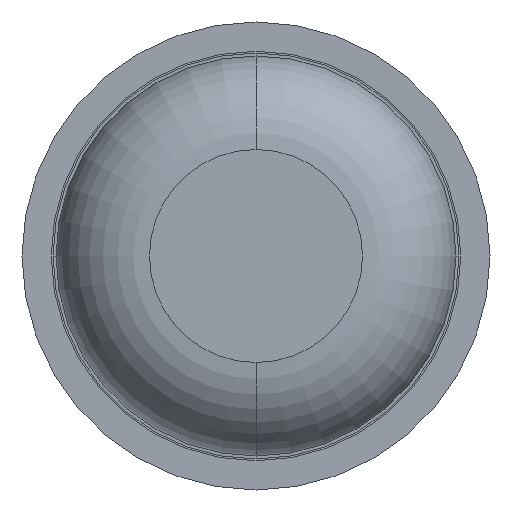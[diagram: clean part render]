
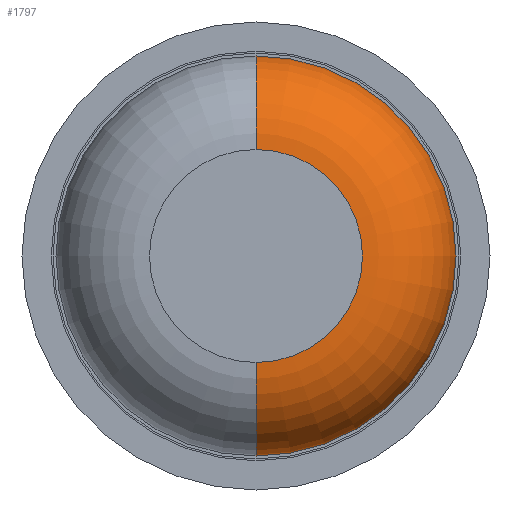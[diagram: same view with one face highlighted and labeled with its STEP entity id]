
A CAD part, front view. The second image highlights one B-rep face of the part: STEP entity #1797.
In plain terms, the highlighted toroidal (fillet/blend) face has major radius 0.91 mm and minor radius 0.8 mm.
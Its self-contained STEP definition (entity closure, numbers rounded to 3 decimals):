
#109 = EDGE_CURVE ( 'NONE', #1543, #2746, #3134, .T. ) ;
#137 = DIRECTION ( 'NONE',  ( 0., 0., 1. ) ) ;
#201 = CIRCLE ( 'NONE', #3867, 0.91 ) ;
#206 = ORIENTED_EDGE ( 'NONE', *, *, #109, .T. ) ;
#290 = CIRCLE ( 'NONE', #682, 1.71 ) ;
#467 = CARTESIAN_POINT ( 'NONE',  ( 0., -29.2, 0. ) ) ;
#481 = DIRECTION ( 'NONE',  ( 0., 1., 0. ) ) ;
#549 = ORIENTED_EDGE ( 'NONE', *, *, #3172, .F. ) ;
#682 = AXIS2_PLACEMENT_3D ( 'NONE', #467, #481, #1947 ) ;
#751 = DIRECTION ( 'NONE',  ( 0., 0., 1. ) ) ;
#774 = CARTESIAN_POINT ( 'NONE',  ( 0., -30., 0. ) ) ;
#784 = DIRECTION ( 'NONE',  ( 0., 0., 1. ) ) ;
#912 = FACE_OUTER_BOUND ( 'NONE', #1112, .T. ) ;
#989 = ORIENTED_EDGE ( 'NONE', *, *, #3573, .F. ) ;
#1112 = EDGE_LOOP ( 'NONE', ( #2068, #206, #989, #549 ) ) ;
#1310 = VERTEX_POINT ( 'NONE', #1711 ) ;
#1365 = DIRECTION ( 'NONE',  ( 0., -1., 0. ) ) ;
#1543 = VERTEX_POINT ( 'NONE', #3416 ) ;
#1693 = CARTESIAN_POINT ( 'NONE',  ( 0., -29.2, 0.91 ) ) ;
#1711 = CARTESIAN_POINT ( 'NONE',  ( 0., -29.2, 1.71 ) ) ;
#1735 = EDGE_CURVE ( 'Defeature ausgef�hrt1_0+Defeature ausgef�hrt1_10+Defeature ausgef�hrt1_10+Defeature ausgef�hrt1_10', #1543, #2217, #201, .T. ) ;
#1797 = ADVANCED_FACE ( 'Defeature ausgef�hrt1_10', ( #912 ), #1800, .T. ) ;
#1800 = TOROIDAL_SURFACE ( 'NONE', #2227, 0.91, 0.8 ) ;
#1892 = CARTESIAN_POINT ( 'NONE',  ( 0., -29.2, -0.91 ) ) ;
#1947 = DIRECTION ( 'NONE',  ( 0., 0., 1. ) ) ;
#2068 = ORIENTED_EDGE ( 'NONE', *, *, #1735, .F. ) ;
#2217 = VERTEX_POINT ( 'NONE', #2808 ) ;
#2219 = DIRECTION ( 'NONE',  ( 0., 0., -1. ) ) ;
#2227 = AXIS2_PLACEMENT_3D ( 'NONE', #3189, #2885, #751 ) ;
#2283 = CIRCLE ( 'NONE', #3615, 0.8 ) ;
#2631 = DIRECTION ( 'NONE',  ( -1., 0., 0. ) ) ;
#2746 = VERTEX_POINT ( 'NONE', #2874 ) ;
#2808 = CARTESIAN_POINT ( 'NONE',  ( 0., -30., 0.91 ) ) ;
#2874 = CARTESIAN_POINT ( 'NONE',  ( 0., -29.2, -1.71 ) ) ;
#2885 = DIRECTION ( 'NONE',  ( 0., 1., 0. ) ) ;
#3134 = CIRCLE ( 'NONE', #3481, 0.8 ) ;
#3135 = DIRECTION ( 'NONE',  ( 1., 0., 0. ) ) ;
#3172 = EDGE_CURVE ( 'NONE', #2217, #1310, #2283, .T. ) ;
#3189 = CARTESIAN_POINT ( 'NONE',  ( 0., -29.2, 0. ) ) ;
#3416 = CARTESIAN_POINT ( 'NONE',  ( 0., -30., -0.91 ) ) ;
#3481 = AXIS2_PLACEMENT_3D ( 'NONE', #1892, #3135, #2219 ) ;
#3573 = EDGE_CURVE ( 'Defeature ausgef�hrt1_2+Defeature ausgef�hrt1_10+Defeature ausgef�hrt1_10+Defeature ausgef�hrt1_10', #1310, #2746, #290, .T. ) ;
#3615 = AXIS2_PLACEMENT_3D ( 'NONE', #1693, #2631, #784 ) ;
#3867 = AXIS2_PLACEMENT_3D ( 'NONE', #774, #1365, #137 ) ;
